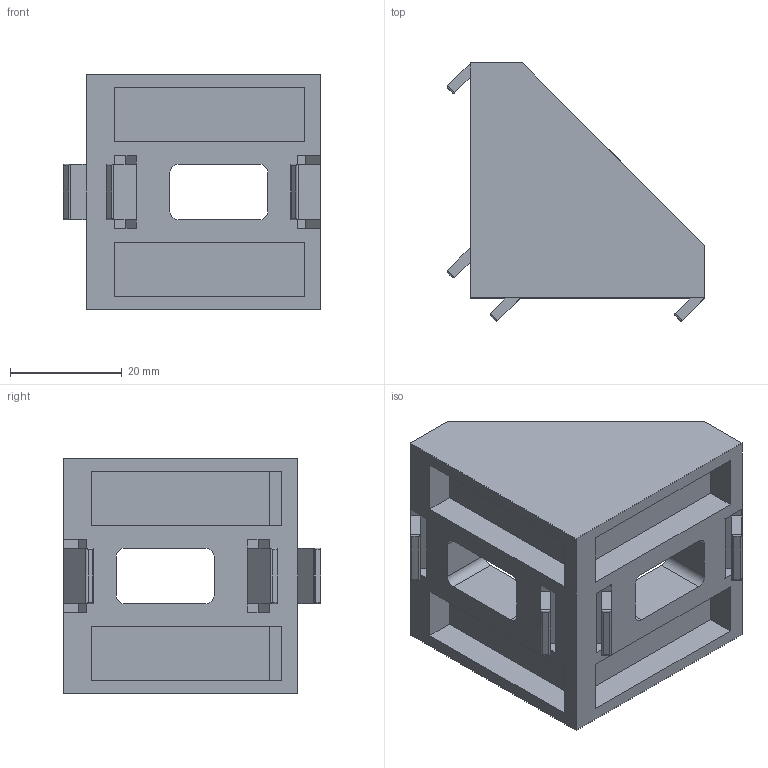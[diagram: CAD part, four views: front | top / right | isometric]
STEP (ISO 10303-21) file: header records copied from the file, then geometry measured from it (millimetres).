
FILE_DESCRIPTION (( 'STEP AP203' ), '1' );
FILE_NAME ('Óãëîâîé ñîåäèíèòåëü AL 45 ñåðèÿ 1õ2 42õ42õ42.STEP', '2023-10-02T14:54:39', ( '' ), ( '' ), 'SwSTEP 2.0', 'SolidWorks 2022', '' );
FILE_SCHEMA (( 'CONFIG_CONTROL_DESIGN' ));
Length unit declared in the file: millimetre
Products named in the file (1): Угловой соединитель AL 45 серия 1х2 42х42х42
Bounding box: 46.12 x 46.12 x 42 mm (x, y, z)
Volume: 22893 mm3; surface area: 13194.9 mm2
Topology: 1 solids, 1 shells, 108 faces, 278 edges, 176 vertices
Faces by surface type: plane 82, cylinder 26
Entity records: 3287 total; most frequent: CARTESIAN_POINT 623, ORIENTED_EDGE 556, DIRECTION 492, EDGE_CURVE 278, LINE 242, VECTOR 242, VERTEX_POINT 176, AXIS2_PLACEMENT_3D 125
